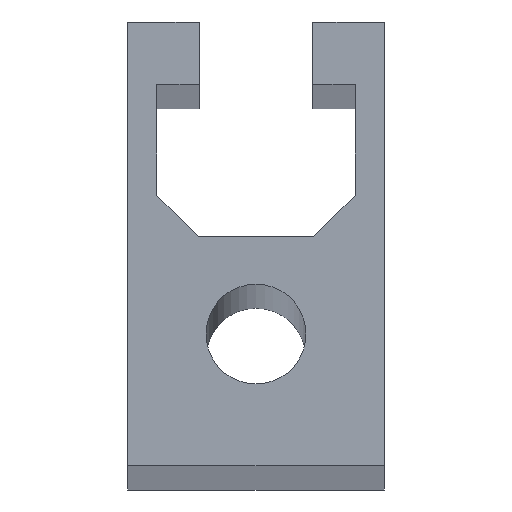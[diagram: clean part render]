
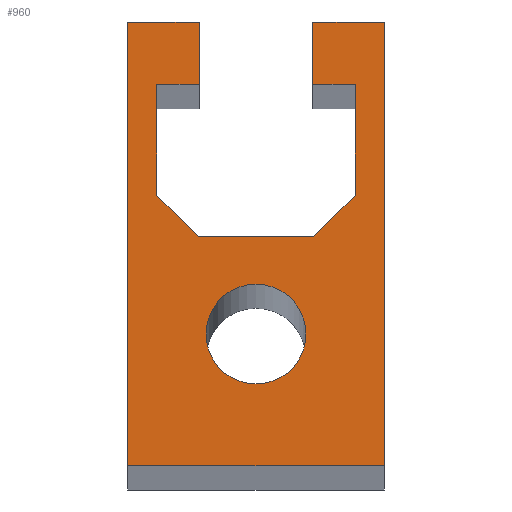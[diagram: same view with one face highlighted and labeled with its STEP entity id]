
A CAD part, top view. The second image highlights one B-rep face of the part: STEP entity #960.
In plain terms, the highlighted planar face has unit normal (0, 0, 1).
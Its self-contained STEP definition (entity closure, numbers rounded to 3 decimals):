
#520=DIRECTION('',(0.,-1.,0.));
#521=VECTOR('',#520,4.5);
#522=CARTESIAN_POINT('',(-4.1,22.5,1000.));
#523=LINE('',#522,#521);
#527=DIRECTION('',(-1.,0.,0.));
#528=VECTOR('',#527,3.05);
#529=CARTESIAN_POINT('',(-4.1,18.,1000.));
#530=LINE('',#529,#528);
#534=DIRECTION('',(0.,-1.,0.));
#535=VECTOR('',#534,8.);
#536=CARTESIAN_POINT('',(-7.15,18.,1000.));
#537=LINE('',#536,#535);
#541=DIRECTION('',(0.707,-0.707,0.));
#542=VECTOR('',#541,4.243);
#543=CARTESIAN_POINT('',(-7.15,10.,1000.));
#544=LINE('',#543,#542);
#548=DIRECTION('',(1.,0.,0.));
#549=VECTOR('',#548,8.3);
#550=CARTESIAN_POINT('',(-4.15,7.,1000.));
#551=LINE('',#550,#549);
#555=DIRECTION('',(0.707,0.707,0.));
#556=VECTOR('',#555,4.243);
#557=CARTESIAN_POINT('',(4.15,7.,1000.));
#558=LINE('',#557,#556);
#562=DIRECTION('',(0.,1.,0.));
#563=VECTOR('',#562,8.);
#564=CARTESIAN_POINT('',(7.15,10.,1000.));
#565=LINE('',#564,#563);
#569=DIRECTION('',(-1.,0.,0.));
#570=VECTOR('',#569,3.05);
#571=CARTESIAN_POINT('',(7.15,18.,1000.));
#572=LINE('',#571,#570);
#576=DIRECTION('',(0.,-1.,0.));
#577=VECTOR('',#576,4.5);
#578=CARTESIAN_POINT('',(4.1,22.5,1000.));
#579=LINE('',#578,#577);
#583=DIRECTION('',(-1.,0.,0.));
#584=VECTOR('',#583,5.15);
#585=CARTESIAN_POINT('',(9.25,22.5,1000.));
#586=LINE('',#585,#584);
#590=DIRECTION('',(0.,1.,0.));
#591=VECTOR('',#590,32.);
#592=CARTESIAN_POINT('',(9.25,-9.5,1000.));
#593=LINE('',#592,#591);
#597=DIRECTION('',(1.,0.,0.));
#598=VECTOR('',#597,18.5);
#599=CARTESIAN_POINT('',(-9.25,-9.5,1000.));
#600=LINE('',#599,#598);
#604=DIRECTION('',(0.,-1.,0.));
#605=VECTOR('',#604,32.);
#606=CARTESIAN_POINT('',(-9.25,22.5,1000.));
#607=LINE('',#606,#605);
#611=DIRECTION('',(-1.,0.,0.));
#612=VECTOR('',#611,5.15);
#613=CARTESIAN_POINT('',(-4.1,22.5,1000.));
#614=LINE('',#613,#612);
#618=CARTESIAN_POINT('',(0.,0.,1000.));
#619=DIRECTION('',(0.,0.,1.));
#620=DIRECTION('',(1.,0.,0.));
#621=AXIS2_PLACEMENT_3D('',#618,#619,#620);
#626=CARTESIAN_POINT('',(0.,0.,1000.));
#627=DIRECTION('',(0.,0.,1.));
#628=DIRECTION('',(-1.,0.,0.));
#629=AXIS2_PLACEMENT_3D('',#626,#627,#628);
#677=CARTESIAN_POINT('',(-9.25,22.5,1000.));
#678=CARTESIAN_POINT('',(-9.25,-9.5,1000.));
#679=VERTEX_POINT('',#677);
#680=VERTEX_POINT('',#678);
#681=CARTESIAN_POINT('',(9.25,-9.5,1000.));
#682=VERTEX_POINT('',#681);
#683=CARTESIAN_POINT('',(9.25,22.5,1000.));
#684=VERTEX_POINT('',#683);
#689=CARTESIAN_POINT('',(3.6,0.,1000.));
#690=CARTESIAN_POINT('',(-3.6,0.,1000.));
#691=VERTEX_POINT('',#689);
#692=VERTEX_POINT('',#690);
#713=CARTESIAN_POINT('',(-4.1,22.5,1000.));
#714=CARTESIAN_POINT('',(-4.1,18.,1000.));
#715=VERTEX_POINT('',#713);
#716=VERTEX_POINT('',#714);
#717=CARTESIAN_POINT('',(-7.15,18.,1000.));
#718=VERTEX_POINT('',#717);
#719=CARTESIAN_POINT('',(-7.15,10.,1000.));
#720=VERTEX_POINT('',#719);
#721=CARTESIAN_POINT('',(-4.15,7.,1000.));
#722=VERTEX_POINT('',#721);
#723=CARTESIAN_POINT('',(4.15,7.,1000.));
#724=VERTEX_POINT('',#723);
#725=CARTESIAN_POINT('',(7.15,10.,1000.));
#726=VERTEX_POINT('',#725);
#727=CARTESIAN_POINT('',(7.15,18.,1000.));
#728=VERTEX_POINT('',#727);
#729=CARTESIAN_POINT('',(4.1,18.,1000.));
#730=VERTEX_POINT('',#729);
#731=CARTESIAN_POINT('',(4.1,22.5,1000.));
#732=VERTEX_POINT('',#731);
#930=CARTESIAN_POINT('',(0.,0.,1000.));
#931=DIRECTION('',(0.,0.,1.));
#932=DIRECTION('',(1.,0.,0.));
#933=AXIS2_PLACEMENT_3D('',#930,#931,#932);
#934=PLANE('',#933);
#935=ORIENTED_EDGE('',*,*,#783,.T.);
#936=ORIENTED_EDGE('',*,*,#798,.T.);
#937=ORIENTED_EDGE('',*,*,#812,.T.);
#938=ORIENTED_EDGE('',*,*,#826,.T.);
#939=ORIENTED_EDGE('',*,*,#840,.T.);
#940=ORIENTED_EDGE('',*,*,#854,.T.);
#941=ORIENTED_EDGE('',*,*,#868,.T.);
#942=ORIENTED_EDGE('',*,*,#882,.T.);
#943=ORIENTED_EDGE('',*,*,#896,.F.);
#944=ORIENTED_EDGE('',*,*,#925,.F.);
#946=ORIENTED_EDGE('',*,*,#945,.F.);
#948=ORIENTED_EDGE('',*,*,#947,.F.);
#950=ORIENTED_EDGE('',*,*,#949,.F.);
#951=ORIENTED_EDGE('',*,*,#908,.F.);
#952=EDGE_LOOP('',(#935,#936,#937,#938,#939,#940,#941,#942,#943,#944,#946,#948,
#950,#951));
#953=FACE_OUTER_BOUND('',#952,.F.);
#955=ORIENTED_EDGE('',*,*,#954,.T.);
#957=ORIENTED_EDGE('',*,*,#956,.T.);
#958=EDGE_LOOP('',(#955,#957));
#959=FACE_BOUND('',#958,.F.);
#622=CIRCLE('',#621,3.6);
#630=CIRCLE('',#629,3.6);
#783=EDGE_CURVE('',#715,#716,#523,.T.);
#798=EDGE_CURVE('',#716,#718,#530,.T.);
#812=EDGE_CURVE('',#718,#720,#537,.T.);
#826=EDGE_CURVE('',#720,#722,#544,.T.);
#840=EDGE_CURVE('',#722,#724,#551,.T.);
#854=EDGE_CURVE('',#724,#726,#558,.T.);
#868=EDGE_CURVE('',#726,#728,#565,.T.);
#882=EDGE_CURVE('',#728,#730,#572,.T.);
#896=EDGE_CURVE('',#732,#730,#579,.T.);
#908=EDGE_CURVE('',#715,#679,#614,.T.);
#925=EDGE_CURVE('',#684,#732,#586,.T.);
#945=EDGE_CURVE('',#682,#684,#593,.T.);
#947=EDGE_CURVE('',#680,#682,#600,.T.);
#949=EDGE_CURVE('',#679,#680,#607,.T.);
#954=EDGE_CURVE('',#691,#692,#622,.T.);
#956=EDGE_CURVE('',#692,#691,#630,.T.);
#960=ADVANCED_FACE('',(#953,#959),#934,.T.);
